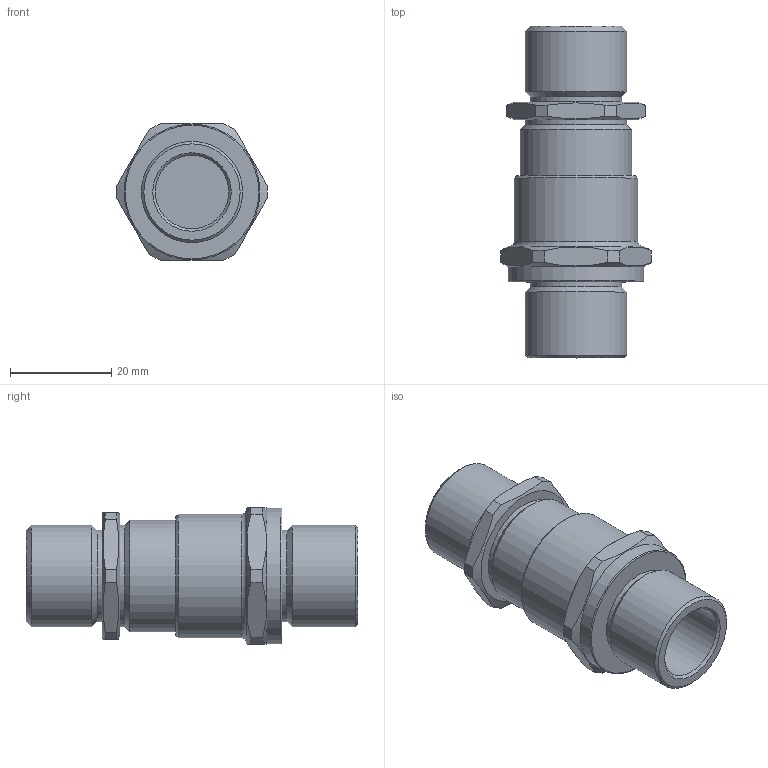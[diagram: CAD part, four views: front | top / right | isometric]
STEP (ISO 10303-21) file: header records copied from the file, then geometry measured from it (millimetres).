
FILE_DESCRIPTION(/* description */ ('','CAx-IF Rec.Pracs.---Representation and Presentation of Product Manufacturing Information (PMI)---4.0---2014-10-13'),/* implementation_level */ '2;1');
FILE_NAME(/* name */ 'ЗЭТАРУС ВКВ2ТН-M20-M20-14.stp',/* time_stamp */ '2022-11-08T16:12:00+07:00',/* author */ ('zeta-09'),/* organization */ (''),/* preprocessor_version */ 'ST-DEVELOPER v18.1',/* originating_system */ 'Autodesk Inventor 2021',/* authorisation */ '');
FILE_SCHEMA (('AP242_MANAGED_MODEL_BASED_3D_ENGINEERING_MIM_LF { 1 0 10303 442 1 1 4 }'));
Length unit declared in the file: millimetre
Products named in the file (1): Деталь1
Bounding box: 29.68 x 65.5 x 27 mm (x, y, z)
Volume: 21220.9 mm3; surface area: 8020.7 mm2
Topology: 1 solids, 3 shells, 59 faces, 134 edges, 86 vertices
Faces by surface type: plane 35, cone 12, cylinder 10, torus 2
Full cylindrical faces by diameter (mm): 14.5 x1, 15.5 x1, 18 x2, 20 x3, 22 x1, 24.4 x1, 26.8 x1
Entity records: 1800 total; most frequent: CARTESIAN_POINT 401, ORIENTED_EDGE 266, DIRECTION 264, EDGE_CURVE 134, AXIS2_PLACEMENT_3D 109, VERTEX_POINT 86, EDGE_LOOP 66, STYLED_ITEM 59
